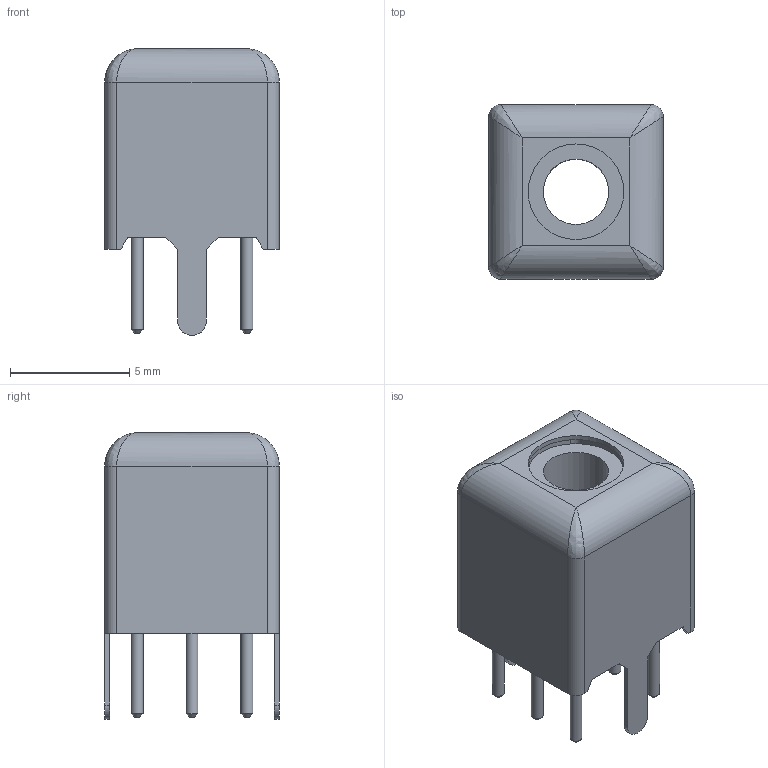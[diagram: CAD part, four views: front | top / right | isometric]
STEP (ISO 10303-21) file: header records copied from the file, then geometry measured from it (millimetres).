
FILE_DESCRIPTION(/* description */ (''),/* implementation_level */ '2;1');
FILE_NAME(/* name */ 'Toko 7KL v4.step',/* time_stamp */ '2022-05-21T21:35:53-04:00',/* author */ (''),/* organization */ (''),/* preprocessor_version */ 'ST-DEVELOPER v18.1',/* originating_system */ 'Autodesk Translation Framework v10.14.0.1471',/* authorisation */ '');
FILE_SCHEMA (('AUTOMOTIVE_DESIGN { 1 0 10303 214 3 1 1 }'));
Length unit declared in the file: millimetre
Products named in the file (2): Toko 7KL; Component1
Assembly tree (1 placements, depth 2):
  Toko 7KL
    Component1
Bounding box: 7.3 x 7.3 x 12 mm (x, y, z)
Volume: 139.1 mm3; surface area: 839.1 mm2
Topology: 9 solids, 9 shells, 94 faces, 206 edges, 122 vertices
Faces by surface type: plane 48, cylinder 32, bspline 8, cone 6
Full cylindrical faces by diameter (mm): 0.5 x6, 2.734 x1, 4 x3
Entity records: 2733 total; most frequent: CARTESIAN_POINT 609, DIRECTION 446, ORIENTED_EDGE 396, EDGE_CURVE 198, AXIS2_PLACEMENT_3D 159, LINE 128, VECTOR 128, VERTEX_POINT 122
